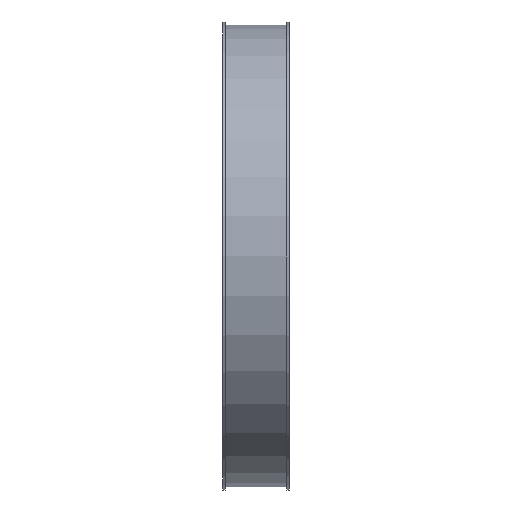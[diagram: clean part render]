
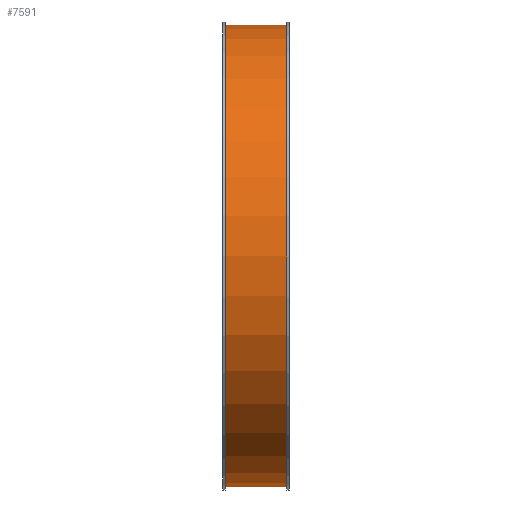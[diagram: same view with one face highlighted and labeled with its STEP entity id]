
A CAD part, left-side view. The second image highlights one B-rep face of the part: STEP entity #7591.
In plain terms, the highlighted cylindrical face has radius 96.52 mm (diameter 193.04 mm), a partial arc.
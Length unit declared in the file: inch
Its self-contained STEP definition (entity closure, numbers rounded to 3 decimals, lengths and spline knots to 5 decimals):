
#271 = CARTESIAN_POINT ( 'NONE',  ( 0., 0.04, -3.8 ) ) ;
#734 = ORIENTED_EDGE ( 'NONE', *, *, #4838, .F. ) ;
#956 = VERTEX_POINT ( 'NONE', #7343 ) ;
#1135 = EDGE_CURVE ( 'NONE', #956, #6462, #7135, .T. ) ;
#1581 = CARTESIAN_POINT ( 'NONE',  ( 0., 0.04, 0. ) ) ;
#1772 = DIRECTION ( 'NONE',  ( 0., 0., -1. ) ) ;
#1925 = FACE_OUTER_BOUND ( 'NONE', #3142, .T. ) ;
#1950 = CARTESIAN_POINT ( 'NONE',  ( 0., 0.04, 3.8 ) ) ;
#2102 = ORIENTED_EDGE ( 'NONE', *, *, #1135, .T. ) ;
#2257 = DIRECTION ( 'NONE',  ( 0., 0., -1. ) ) ;
#2702 = DIRECTION ( 'NONE',  ( 0., -1., 0. ) ) ;
#2724 = EDGE_CURVE ( 'NONE', #6462, #8564, #4813, .T. ) ;
#2952 = DIRECTION ( 'NONE',  ( 0., -1., 0. ) ) ;
#2978 = VERTEX_POINT ( 'NONE', #1950 ) ;
#3142 = EDGE_LOOP ( 'NONE', ( #734, #2102, #7441, #8009 ) ) ;
#3944 = EDGE_CURVE ( 'NONE', #2978, #8564, #5195, .T. ) ;
#4283 = CARTESIAN_POINT ( 'NONE',  ( 0., 0., -3.8 ) ) ;
#4589 = VECTOR ( 'NONE', #2952, 39.37008 ) ;
#4672 = CARTESIAN_POINT ( 'NONE',  ( 0., 0., 3.8 ) ) ;
#4755 = AXIS2_PLACEMENT_3D ( 'NONE', #1581, #6272, #2257 ) ;
#4813 = LINE ( 'NONE', #4283, #4589 ) ;
#4822 = CARTESIAN_POINT ( 'NONE',  ( 0., 1.06, 0. ) ) ;
#4838 = EDGE_CURVE ( 'NONE', #956, #2978, #8295, .T. ) ;
#5195 = CIRCLE ( 'NONE', #4755, 3.8 ) ;
#5487 = DIRECTION ( 'NONE',  ( 0., -1., 0. ) ) ;
#5801 = DIRECTION ( 'NONE',  ( 0., -1., 0. ) ) ;
#6029 = CARTESIAN_POINT ( 'NONE',  ( 0., 1.06, -3.8 ) ) ;
#6162 = DIRECTION ( 'NONE',  ( 0., 0., -1. ) ) ;
#6272 = DIRECTION ( 'NONE',  ( 0., -1., 0. ) ) ;
#6436 = VECTOR ( 'NONE', #2702, 39.37008 ) ;
#6462 = VERTEX_POINT ( 'NONE', #6029 ) ;
#6881 = CYLINDRICAL_SURFACE ( 'NONE', #7565, 3.8 ) ;
#7135 = CIRCLE ( 'NONE', #8002, 3.8 ) ;
#7139 = CARTESIAN_POINT ( 'NONE',  ( 0., 0., 0. ) ) ;
#7343 = CARTESIAN_POINT ( 'NONE',  ( 0., 1.06, 3.8 ) ) ;
#7441 = ORIENTED_EDGE ( 'NONE', *, *, #2724, .T. ) ;
#7565 = AXIS2_PLACEMENT_3D ( 'NONE', #7139, #5801, #1772 ) ;
#7591 = ADVANCED_FACE ( 'NONE', ( #1925 ), #6881, .T. ) ;
#8002 = AXIS2_PLACEMENT_3D ( 'NONE', #4822, #5487, #6162 ) ;
#8009 = ORIENTED_EDGE ( 'NONE', *, *, #3944, .F. ) ;
#8295 = LINE ( 'NONE', #4672, #6436 ) ;
#8564 = VERTEX_POINT ( 'NONE', #271 ) ;
